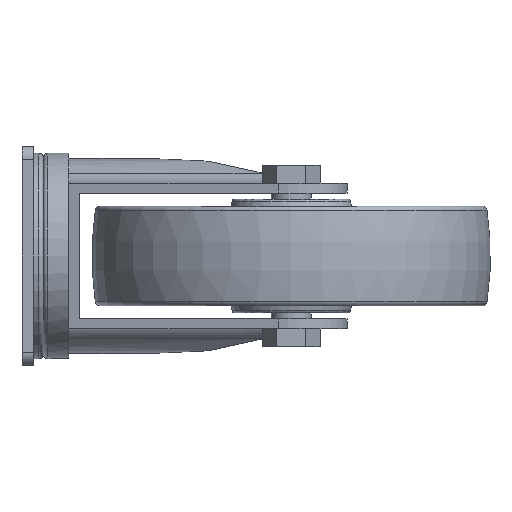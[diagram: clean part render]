
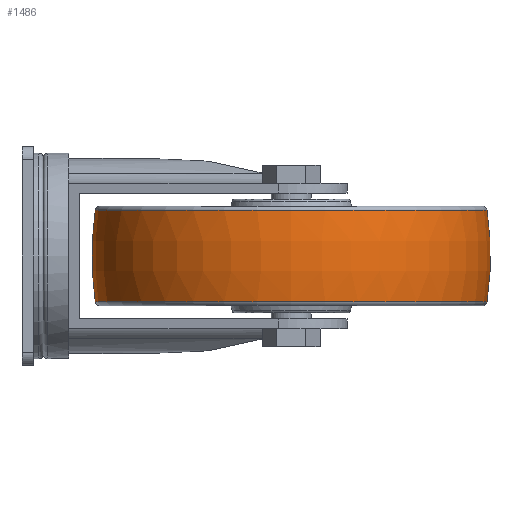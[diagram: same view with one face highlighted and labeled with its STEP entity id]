
A CAD part, left-side view. The second image highlights one B-rep face of the part: STEP entity #1486.
In plain terms, the highlighted toroidal (fillet/blend) face has major radius 50 mm and minor radius 150 mm.
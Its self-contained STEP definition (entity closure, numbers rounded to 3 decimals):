
#20=DEGENERATE_TOROIDAL_SURFACE('',#1656,50.,150.,
 .F.);
#704=ORIENTED_EDGE('',*,*,#911,.T.);
#705=ORIENTED_EDGE('',*,*,#910,.F.);
#910=EDGE_CURVE('',#1050,#1050,#1118,.T.);
#911=EDGE_CURVE('',#1051,#1051,#1119,.T.);
#1050=VERTEX_POINT('',#2557);
#1051=VERTEX_POINT('',#2560);
#1118=CIRCLE('',#1655,98.245);
#1119=CIRCLE('',#1657,98.245);
#1236=EDGE_LOOP('',(#704));
#1237=EDGE_LOOP('',(#705));
#1362=FACE_BOUND('',#1236,.T.);
#1363=FACE_BOUND('',#1237,.T.);
#1486=ADVANCED_FACE('',(#1362,#1363),#20,.F.);
#1655=AXIS2_PLACEMENT_3D('',#2556,#2083,#2084);
#1656=AXIS2_PLACEMENT_3D('',#2558,#2085,#2086);
#1657=AXIS2_PLACEMENT_3D('',#2559,#2087,#2088);
#2083=DIRECTION('',(0.,0.,-1.));
#2084=DIRECTION('',(-1.,0.,0.));
#2085=DIRECTION('',(0.,0.,-1.));
#2086=DIRECTION('',(-1.,0.,0.));
#2087=DIRECTION('',(0.,0.,-1.));
#2088=DIRECTION('',(-1.,0.,0.));
#2556=CARTESIAN_POINT('',(0.,0.,-22.881));
#2557=CARTESIAN_POINT('',(-98.245,0.,-22.881));
#2558=CARTESIAN_POINT('',(0.,0.,0.));
#2559=CARTESIAN_POINT('',(0.,0.,22.881));
#2560=CARTESIAN_POINT('',(-98.245,0.,22.881));
